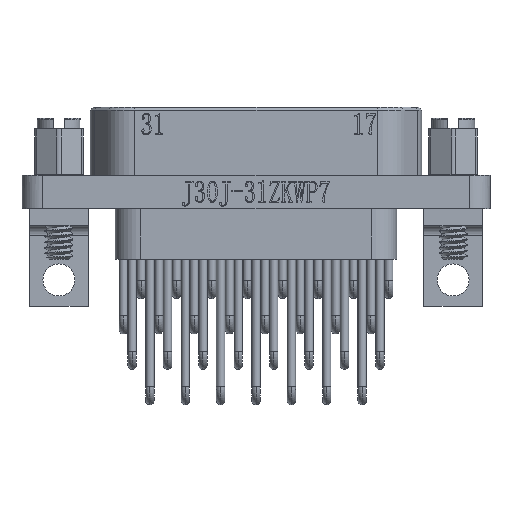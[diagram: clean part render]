
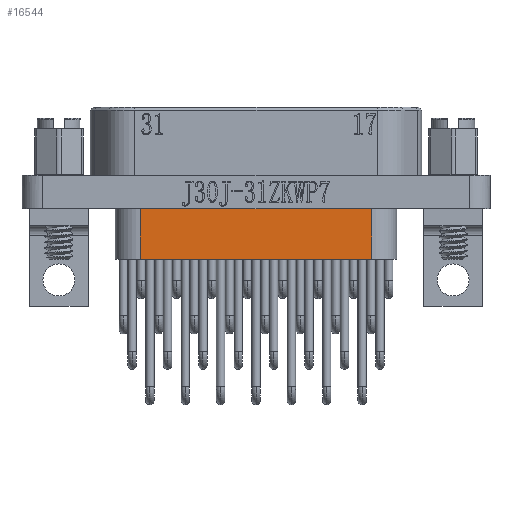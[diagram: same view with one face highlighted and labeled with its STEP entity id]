
A CAD part, front view. The second image highlights one B-rep face of the part: STEP entity #16544.
In plain terms, the highlighted planar face has unit normal (0, -1, 0).
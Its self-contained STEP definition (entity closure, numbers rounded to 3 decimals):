
#239 = DIRECTION ( 'NONE',  ( 0., 0., 1. ) ) ;
#737 = EDGE_CURVE ( 'NONE', #30971, #34970, #11245, .T. ) ;
#796 = ORIENTED_EDGE ( 'NONE', *, *, #15395, .F. ) ;
#2808 = AXIS2_PLACEMENT_3D ( 'NONE', #42028, #47048, #15335 ) ;
#5253 = LINE ( 'NONE', #32231, #9230 ) ;
#5447 = ORIENTED_EDGE ( 'NONE', *, *, #737, .F. ) ;
#6692 = ORIENTED_EDGE ( 'NONE', *, *, #31350, .T. ) ;
#6795 = DIRECTION ( 'NONE',  ( -1., 0., 0. ) ) ;
#8571 = VECTOR ( 'NONE', #46272, 1000. ) ;
#9230 = VECTOR ( 'NONE', #239, 1000. ) ;
#9947 = CARTESIAN_POINT ( 'NONE',  ( -8.3, -3.4, -6. ) ) ;
#11245 = LINE ( 'NONE', #47393, #20923 ) ;
#15335 = DIRECTION ( 'NONE',  ( 0., 0., 1. ) ) ;
#15395 = EDGE_CURVE ( 'NONE', #34970, #43659, #5253, .T. ) ;
#15573 = CARTESIAN_POINT ( 'NONE',  ( -8.3, -3.4, -2.4 ) ) ;
#16544 = ADVANCED_FACE ( 'NONE', ( #51203 ), #56209, .F. ) ;
#17389 = VECTOR ( 'NONE', #31895, 1000. ) ;
#20923 = VECTOR ( 'NONE', #6795, 1000. ) ;
#27739 = CARTESIAN_POINT ( 'NONE',  ( 8.3, -3.4, -2.4 ) ) ;
#30971 = VERTEX_POINT ( 'NONE', #40160 ) ;
#31350 = EDGE_CURVE ( 'NONE', #30971, #38822, #46566, .T. ) ;
#31625 = CARTESIAN_POINT ( 'NONE',  ( 8.3, -3.4, -2.4 ) ) ;
#31895 = DIRECTION ( 'NONE',  ( -1., 0., 0. ) ) ;
#32231 = CARTESIAN_POINT ( 'NONE',  ( -8.3, -3.4, -6. ) ) ;
#34970 = VERTEX_POINT ( 'NONE', #9947 ) ;
#38822 = VERTEX_POINT ( 'NONE', #31625 ) ;
#40160 = CARTESIAN_POINT ( 'NONE',  ( 8.3, -3.4, -6. ) ) ;
#42028 = CARTESIAN_POINT ( 'NONE',  ( 8.3, -3.4, -6. ) ) ;
#43328 = EDGE_CURVE ( 'NONE', #38822, #43659, #44649, .T. ) ;
#43632 = EDGE_LOOP ( 'NONE', ( #47478, #796, #5447, #6692 ) ) ;
#43659 = VERTEX_POINT ( 'NONE', #15573 ) ;
#44649 = LINE ( 'NONE', #27739, #17389 ) ;
#46272 = DIRECTION ( 'NONE',  ( 0., 0., 1. ) ) ;
#46566 = LINE ( 'NONE', #55154, #8571 ) ;
#47048 = DIRECTION ( 'NONE',  ( 0., 1., 0. ) ) ;
#47393 = CARTESIAN_POINT ( 'NONE',  ( 8.3, -3.4, -6. ) ) ;
#47478 = ORIENTED_EDGE ( 'NONE', *, *, #43328, .T. ) ;
#51203 = FACE_OUTER_BOUND ( 'NONE', #43632, .T. ) ;
#55154 = CARTESIAN_POINT ( 'NONE',  ( 8.3, -3.4, -6. ) ) ;
#56209 = PLANE ( 'NONE',  #2808 ) ;
